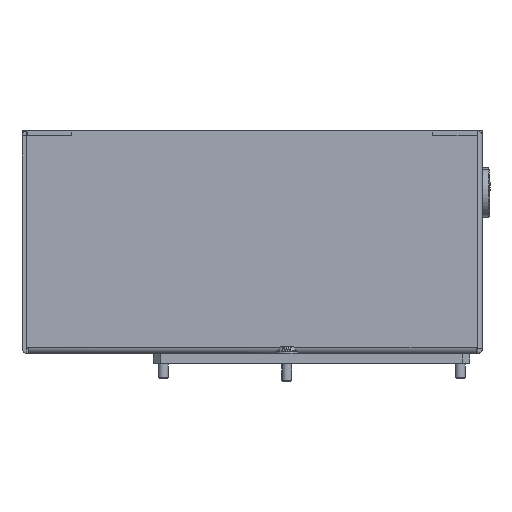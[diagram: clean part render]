
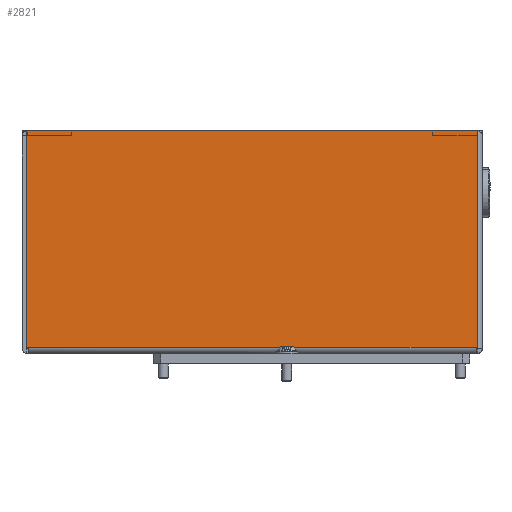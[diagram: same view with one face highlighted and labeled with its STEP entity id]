
A CAD part, left-side view. The second image highlights one B-rep face of the part: STEP entity #2821.
In plain terms, the highlighted face is planar.
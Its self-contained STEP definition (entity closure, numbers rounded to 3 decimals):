
#470 = EDGE_CURVE ( 'NONE', #6769, #2319, #9001, .T. ) ;
#511 = VERTEX_POINT ( 'NONE', #4249 ) ;
#905 = ORIENTED_EDGE ( 'NONE', *, *, #1146, .T. ) ;
#921 = VECTOR ( 'NONE', #4478, 1000. ) ;
#1095 = VERTEX_POINT ( 'NONE', #2661 ) ;
#1146 = EDGE_CURVE ( 'NONE', #7725, #1095, #7599, .T. ) ;
#1551 = LINE ( 'NONE', #6476, #3977 ) ;
#1741 = ORIENTED_EDGE ( 'NONE', *, *, #3087, .F. ) ;
#1938 = CARTESIAN_POINT ( 'NONE',  ( 237., 2.5, 87.9 ) ) ;
#1949 = VECTOR ( 'NONE', #4354, 1000. ) ;
#2020 = DIRECTION ( 'NONE',  ( 0., -1., 0. ) ) ;
#2319 = VERTEX_POINT ( 'NONE', #7602 ) ;
#2324 = DIRECTION ( 'NONE',  ( 0., 0., -1. ) ) ;
#2576 = ORIENTED_EDGE ( 'NONE', *, *, #9460, .T. ) ;
#2661 = CARTESIAN_POINT ( 'NONE',  ( 237., 2.1, 87.9 ) ) ;
#2670 = ORIENTED_EDGE ( 'NONE', *, *, #6939, .F. ) ;
#2691 = ORIENTED_EDGE ( 'NONE', *, *, #470, .T. ) ;
#2821 = ADVANCED_FACE ( 'NONE', ( #5515 ), #8142, .F. ) ;
#3067 = DIRECTION ( 'NONE',  ( -1., 0., 0. ) ) ;
#3085 = AXIS2_PLACEMENT_3D ( 'NONE', #8799, #3067, #3848 ) ;
#3087 = EDGE_CURVE ( 'NONE', #7725, #2319, #4148, .T. ) ;
#3313 = DIRECTION ( 'NONE',  ( 0., 0., -1. ) ) ;
#3583 = VECTOR ( 'NONE', #3313, 1000. ) ;
#3828 = VERTEX_POINT ( 'NONE', #10255 ) ;
#3848 = DIRECTION ( 'NONE',  ( 0., -1., 0. ) ) ;
#3977 = VECTOR ( 'NONE', #2324, 1000. ) ;
#4148 = LINE ( 'NONE', #5026, #3583 ) ;
#4206 = VECTOR ( 'NONE', #8940, 1000. ) ;
#4249 = CARTESIAN_POINT ( 'NONE',  ( 237., 2.1, 0. ) ) ;
#4354 = DIRECTION ( 'NONE',  ( 0., 0., -1. ) ) ;
#4478 = DIRECTION ( 'NONE',  ( 0., 1., 0. ) ) ;
#4591 = ORIENTED_EDGE ( 'NONE', *, *, #4821, .T. ) ;
#4821 = EDGE_CURVE ( 'NONE', #511, #9081, #5933, .T. ) ;
#4947 = CARTESIAN_POINT ( 'NONE',  ( 237., 183.999, 0. ) ) ;
#5026 = CARTESIAN_POINT ( 'NONE',  ( 237., 2.5, 90. ) ) ;
#5134 = LINE ( 'NONE', #6133, #9704 ) ;
#5397 = LINE ( 'NONE', #10045, #1949 ) ;
#5515 = FACE_OUTER_BOUND ( 'NONE', #8854, .T. ) ;
#5899 = CARTESIAN_POINT ( 'NONE',  ( 237., 2.5, 87.9 ) ) ;
#5933 = LINE ( 'NONE', #6522, #921 ) ;
#6102 = CARTESIAN_POINT ( 'NONE',  ( 237., 183.5, 87.5 ) ) ;
#6133 = CARTESIAN_POINT ( 'NONE',  ( 237., 0., 87.5 ) ) ;
#6476 = CARTESIAN_POINT ( 'NONE',  ( 237., 183.999, 90. ) ) ;
#6522 = CARTESIAN_POINT ( 'NONE',  ( 237., 0., 0. ) ) ;
#6769 = VERTEX_POINT ( 'NONE', #6102 ) ;
#6939 = EDGE_CURVE ( 'NONE', #3828, #9081, #1551, .T. ) ;
#7211 = EDGE_CURVE ( 'NONE', #3828, #6769, #5134, .T. ) ;
#7599 = LINE ( 'NONE', #5899, #8253 ) ;
#7602 = CARTESIAN_POINT ( 'NONE',  ( 237., 2.5, 87.5 ) ) ;
#7725 = VERTEX_POINT ( 'NONE', #1938 ) ;
#8142 = PLANE ( 'NONE',  #3085 ) ;
#8253 = VECTOR ( 'NONE', #2020, 1000. ) ;
#8799 = CARTESIAN_POINT ( 'NONE',  ( 237., 0., 90. ) ) ;
#8854 = EDGE_LOOP ( 'NONE', ( #9214, #2691, #1741, #905, #2576, #4591, #2670 ) ) ;
#8900 = CARTESIAN_POINT ( 'NONE',  ( 237., 183.5, 87.5 ) ) ;
#8940 = DIRECTION ( 'NONE',  ( 0., -1., 0. ) ) ;
#9001 = LINE ( 'NONE', #8900, #4206 ) ;
#9081 = VERTEX_POINT ( 'NONE', #4947 ) ;
#9214 = ORIENTED_EDGE ( 'NONE', *, *, #7211, .T. ) ;
#9303 = DIRECTION ( 'NONE',  ( 0., -1., 0. ) ) ;
#9460 = EDGE_CURVE ( 'NONE', #1095, #511, #5397, .T. ) ;
#9704 = VECTOR ( 'NONE', #9303, 1000. ) ;
#10045 = CARTESIAN_POINT ( 'NONE',  ( 237., 2.1, 90. ) ) ;
#10255 = CARTESIAN_POINT ( 'NONE',  ( 237., 183.999, 87.5 ) ) ;
